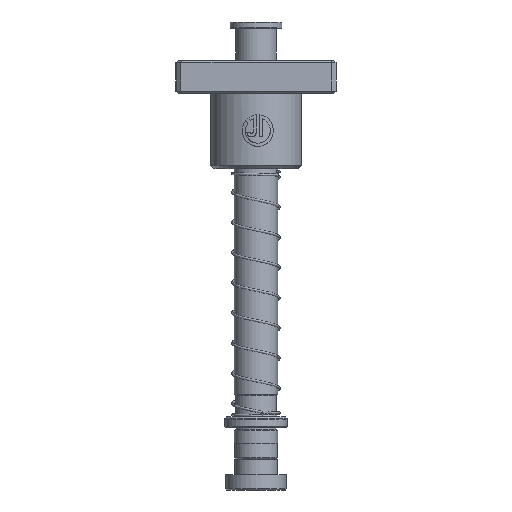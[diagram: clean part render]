
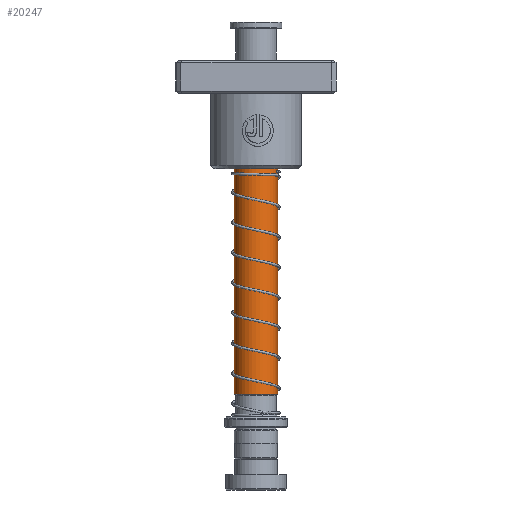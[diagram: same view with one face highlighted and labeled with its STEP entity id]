
A CAD part, front view. The second image highlights one B-rep face of the part: STEP entity #20247.
In plain terms, the highlighted cylindrical face has radius 10.009 mm (diameter 20.018 mm), a partial arc.
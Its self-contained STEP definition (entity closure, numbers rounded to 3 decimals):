
#1265 = CARTESIAN_POINT ( 'NONE',  ( 0., 0., 30.5 ) ) ;
#2085 = VECTOR ( 'NONE', #32516, 1000. ) ;
#2477 = VERTEX_POINT ( 'NONE', #7192 ) ;
#2482 = VECTOR ( 'NONE', #18855, 1000. ) ;
#2815 = CIRCLE ( 'NONE', #34544, 10.009 ) ;
#3154 = AXIS2_PLACEMENT_3D ( 'NONE', #1265, #24277, #35514 ) ;
#3526 = CARTESIAN_POINT ( 'NONE',  ( 10.009, 0., 185. ) ) ;
#4424 = DIRECTION ( 'NONE',  ( 0., 0., -1. ) ) ;
#6602 = CARTESIAN_POINT ( 'NONE',  ( 0., 0., 185. ) ) ;
#7192 = CARTESIAN_POINT ( 'NONE',  ( 10.009, 0., 30.5 ) ) ;
#7721 = ORIENTED_EDGE ( 'NONE', *, *, #12557, .T. ) ;
#8894 = VERTEX_POINT ( 'NONE', #33949 ) ;
#8901 = DIRECTION ( 'NONE',  ( 0., 0., -1. ) ) ;
#9694 = LINE ( 'NONE', #3526, #2085 ) ;
#10993 = CARTESIAN_POINT ( 'NONE',  ( -10.009, 0., 30.5 ) ) ;
#12557 = EDGE_CURVE ( 'NONE', #16729, #8894, #2815, .T. ) ;
#13072 = EDGE_CURVE ( 'NONE', #34860, #2477, #19789, .T. ) ;
#14122 = LINE ( 'NONE', #16244, #2482 ) ;
#16244 = CARTESIAN_POINT ( 'NONE',  ( -10.009, 0., 185. ) ) ;
#16729 = VERTEX_POINT ( 'NONE', #18937 ) ;
#17008 = ORIENTED_EDGE ( 'NONE', *, *, #13072, .T. ) ;
#17801 = CYLINDRICAL_SURFACE ( 'NONE', #25030, 10.009 ) ;
#18855 = DIRECTION ( 'NONE',  ( 0., 0., -1. ) ) ;
#18930 = DIRECTION ( 'NONE',  ( 1., 0., 0. ) ) ;
#18937 = CARTESIAN_POINT ( 'NONE',  ( 10.009, 0., 183. ) ) ;
#19789 = CIRCLE ( 'NONE', #3154, 10.009 ) ;
#20247 = ADVANCED_FACE ( 'NONE', ( #20922 ), #17801, .T. ) ;
#20922 = FACE_OUTER_BOUND ( 'NONE', #27883, .T. ) ;
#23849 = EDGE_CURVE ( 'NONE', #16729, #2477, #9694, .T. ) ;
#23995 = ORIENTED_EDGE ( 'NONE', *, *, #31860, .T. ) ;
#24277 = DIRECTION ( 'NONE',  ( 0., 0., 1. ) ) ;
#25030 = AXIS2_PLACEMENT_3D ( 'NONE', #6602, #8901, #30859 ) ;
#27581 = CARTESIAN_POINT ( 'NONE',  ( 0., 0., 183. ) ) ;
#27883 = EDGE_LOOP ( 'NONE', ( #28507, #7721, #23995, #17008 ) ) ;
#28507 = ORIENTED_EDGE ( 'NONE', *, *, #23849, .F. ) ;
#30859 = DIRECTION ( 'NONE',  ( -1., 0., 0. ) ) ;
#31860 = EDGE_CURVE ( 'NONE', #8894, #34860, #14122, .T. ) ;
#32516 = DIRECTION ( 'NONE',  ( 0., 0., -1. ) ) ;
#33949 = CARTESIAN_POINT ( 'NONE',  ( -10.009, 0., 183. ) ) ;
#34544 = AXIS2_PLACEMENT_3D ( 'NONE', #27581, #4424, #18930 ) ;
#34860 = VERTEX_POINT ( 'NONE', #10993 ) ;
#35514 = DIRECTION ( 'NONE',  ( 1., 0., 0. ) ) ;
